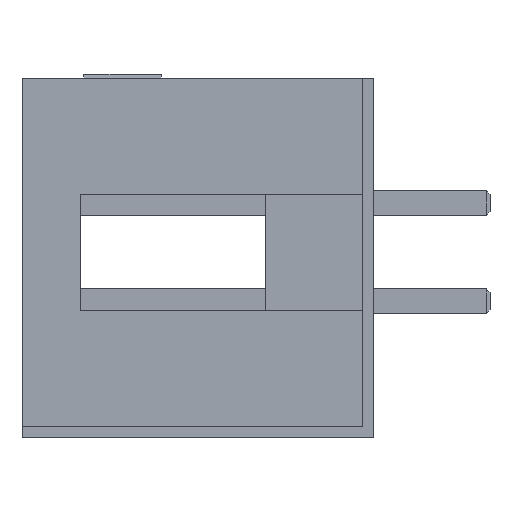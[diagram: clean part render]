
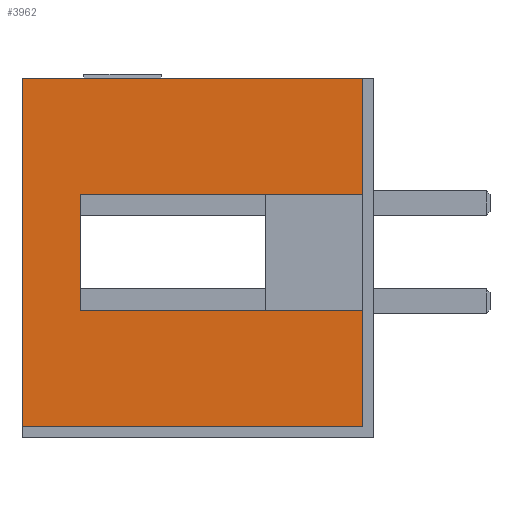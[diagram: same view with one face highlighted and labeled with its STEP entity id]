
A CAD part, left-side view. The second image highlights one B-rep face of the part: STEP entity #3962.
In plain terms, the highlighted planar face has unit normal (-1, 0, 0).
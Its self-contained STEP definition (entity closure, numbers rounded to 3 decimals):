
#51 = VECTOR ( 'NONE', #6889, 1000. ) ;
#92 = LINE ( 'NONE', #6363, #6682 ) ;
#335 = DIRECTION ( 'NONE',  ( 0., 0., -1. ) ) ;
#476 = LINE ( 'NONE', #1169, #6328 ) ;
#520 = ORIENTED_EDGE ( 'NONE', *, *, #3637, .T. ) ;
#696 = LINE ( 'NONE', #6057, #9022 ) ;
#916 = ORIENTED_EDGE ( 'NONE', *, *, #9935, .F. ) ;
#1146 = VERTEX_POINT ( 'NONE', #9700 ) ;
#1169 = CARTESIAN_POINT ( 'NONE',  ( -11.42, 9.1, 0. ) ) ;
#1218 = CARTESIAN_POINT ( 'NONE',  ( -11.42, 0.3, 0. ) ) ;
#1290 = ORIENTED_EDGE ( 'NONE', *, *, #8819, .T. ) ;
#1456 = VECTOR ( 'NONE', #8515, 1000. ) ;
#1804 = EDGE_CURVE ( 'NONE', #2778, #7863, #8092, .T. ) ;
#2326 = CARTESIAN_POINT ( 'NONE',  ( -11.42, 0.3, 4.5 ) ) ;
#2425 = DIRECTION ( 'NONE',  ( 0., -1., 0. ) ) ;
#2778 = VERTEX_POINT ( 'NONE', #2326 ) ;
#2797 = CARTESIAN_POINT ( 'NONE',  ( -11.42, 0.3, 0. ) ) ;
#2906 = CARTESIAN_POINT ( 'NONE',  ( -11.42, 7.6, -1.5 ) ) ;
#2934 = ORIENTED_EDGE ( 'NONE', *, *, #9690, .T. ) ;
#3178 = FACE_OUTER_BOUND ( 'NONE', #4961, .T. ) ;
#3197 = ORIENTED_EDGE ( 'NONE', *, *, #1804, .F. ) ;
#3232 = VECTOR ( 'NONE', #8913, 1000. ) ;
#3241 = CARTESIAN_POINT ( 'NONE',  ( -11.42, 7.6, 1.5 ) ) ;
#3254 = CARTESIAN_POINT ( 'NONE',  ( -11.42, 9.1, 4.5 ) ) ;
#3286 = DIRECTION ( 'NONE',  ( 0., 0., 1. ) ) ;
#3637 = EDGE_CURVE ( 'NONE', #1146, #5076, #476, .T. ) ;
#3725 = CARTESIAN_POINT ( 'NONE',  ( -11.42, 7.6, 0. ) ) ;
#3805 = DIRECTION ( 'NONE',  ( 0., -1., 0. ) ) ;
#3962 = ADVANCED_FACE ( 'NONE', ( #3178 ), #5633, .T. ) ;
#4053 = DIRECTION ( 'NONE',  ( -1., 0., 0. ) ) ;
#4705 = VECTOR ( 'NONE', #335, 1000. ) ;
#4724 = LINE ( 'NONE', #3254, #4958 ) ;
#4958 = VECTOR ( 'NONE', #9516, 1000. ) ;
#4961 = EDGE_LOOP ( 'NONE', ( #6954, #916, #6510, #1290, #3197, #5229, #520, #2934 ) ) ;
#5076 = VERTEX_POINT ( 'NONE', #5174 ) ;
#5174 = CARTESIAN_POINT ( 'NONE',  ( -11.42, 9.1, -4.5 ) ) ;
#5229 = ORIENTED_EDGE ( 'NONE', *, *, #6188, .F. ) ;
#5405 = LINE ( 'NONE', #3725, #51 ) ;
#5462 = AXIS2_PLACEMENT_3D ( 'NONE', #7105, #4053, #3286 ) ;
#5565 = VERTEX_POINT ( 'NONE', #9661 ) ;
#5633 = PLANE ( 'NONE',  #5462 ) ;
#6057 = CARTESIAN_POINT ( 'NONE',  ( -11.42, 7.6, 1.5 ) ) ;
#6188 = EDGE_CURVE ( 'NONE', #1146, #2778, #4724, .T. ) ;
#6328 = VECTOR ( 'NONE', #6703, 1000. ) ;
#6363 = CARTESIAN_POINT ( 'NONE',  ( -11.42, 9.1, -4.5 ) ) ;
#6394 = LINE ( 'NONE', #2797, #4705 ) ;
#6510 = ORIENTED_EDGE ( 'NONE', *, *, #7856, .T. ) ;
#6682 = VECTOR ( 'NONE', #2425, 1000. ) ;
#6703 = DIRECTION ( 'NONE',  ( 0., 0., -1. ) ) ;
#6745 = VERTEX_POINT ( 'NONE', #2906 ) ;
#6889 = DIRECTION ( 'NONE',  ( 0., 0., 1. ) ) ;
#6953 = CARTESIAN_POINT ( 'NONE',  ( -11.42, 7.6, -1.5 ) ) ;
#6954 = ORIENTED_EDGE ( 'NONE', *, *, #9795, .F. ) ;
#7105 = CARTESIAN_POINT ( 'NONE',  ( -11.42, 9.1, 0. ) ) ;
#7521 = CARTESIAN_POINT ( 'NONE',  ( -11.42, 0.3, -1.5 ) ) ;
#7856 = EDGE_CURVE ( 'NONE', #6745, #8898, #5405, .T. ) ;
#7863 = VERTEX_POINT ( 'NONE', #8456 ) ;
#8092 = LINE ( 'NONE', #1218, #3232 ) ;
#8456 = CARTESIAN_POINT ( 'NONE',  ( -11.42, 0.3, 1.5 ) ) ;
#8515 = DIRECTION ( 'NONE',  ( 0., -1., 0. ) ) ;
#8682 = VERTEX_POINT ( 'NONE', #7521 ) ;
#8819 = EDGE_CURVE ( 'NONE', #8898, #7863, #696, .T. ) ;
#8898 = VERTEX_POINT ( 'NONE', #3241 ) ;
#8913 = DIRECTION ( 'NONE',  ( 0., 0., -1. ) ) ;
#9022 = VECTOR ( 'NONE', #3805, 1000. ) ;
#9317 = LINE ( 'NONE', #6953, #1456 ) ;
#9516 = DIRECTION ( 'NONE',  ( 0., -1., 0. ) ) ;
#9661 = CARTESIAN_POINT ( 'NONE',  ( -11.42, 0.3, -4.5 ) ) ;
#9690 = EDGE_CURVE ( 'NONE', #5076, #5565, #92, .T. ) ;
#9700 = CARTESIAN_POINT ( 'NONE',  ( -11.42, 9.1, 4.5 ) ) ;
#9795 = EDGE_CURVE ( 'NONE', #8682, #5565, #6394, .T. ) ;
#9935 = EDGE_CURVE ( 'NONE', #6745, #8682, #9317, .T. ) ;
